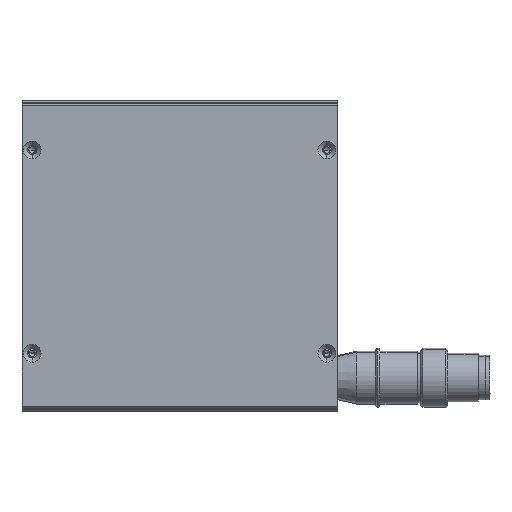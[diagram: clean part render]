
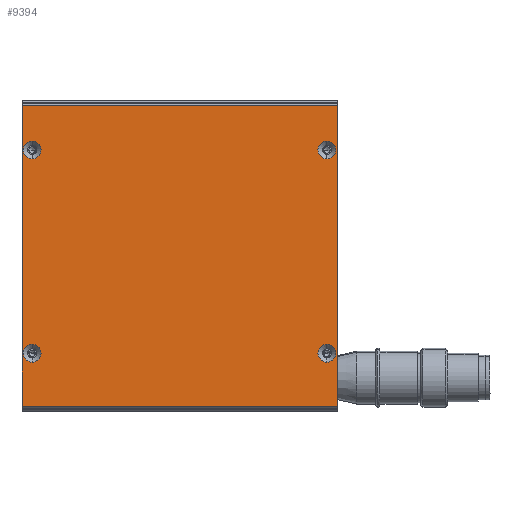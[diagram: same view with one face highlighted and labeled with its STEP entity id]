
A CAD part, top view. The second image highlights one B-rep face of the part: STEP entity #9394.
In plain terms, the highlighted face is planar.
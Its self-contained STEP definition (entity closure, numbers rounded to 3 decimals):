
#207 = CARTESIAN_POINT ( 'NONE',  ( 2.5, 2., -63.7 ) ) ;
#509 = AXIS2_PLACEMENT_3D ( 'NONE', #17077, #6088, #18928 ) ;
#569 = CARTESIAN_POINT ( 'NONE',  ( 75., 2., -61.5 ) ) ;
#639 = AXIS2_PLACEMENT_3D ( 'NONE', #13178, #2244, #15065 ) ;
#662 = ORIENTED_EDGE ( 'NONE', *, *, #22753, .F. ) ;
#1223 = FACE_BOUND ( 'NONE', #12337, .T. ) ;
#1256 = CARTESIAN_POINT ( 'NONE',  ( 0., 2., -0.5 ) ) ;
#1336 = EDGE_LOOP ( 'NONE', ( #12682, #7353, #22486, #1699 ) ) ;
#1563 = DIRECTION ( 'NONE',  ( 0., 0., -1. ) ) ;
#1682 = AXIS2_PLACEMENT_3D ( 'NONE', #5495, #18338, #7333 ) ;
#1699 = ORIENTED_EDGE ( 'NONE', *, *, #2782, .T. ) ;
#1916 = EDGE_LOOP ( 'NONE', ( #2165, #11734 ) ) ;
#2062 = EDGE_CURVE ( 'NONE', #21892, #21146, #6916, .T. ) ;
#2134 = EDGE_CURVE ( 'NONE', #13589, #19293, #13808, .T. ) ;
#2165 = ORIENTED_EDGE ( 'NONE', *, *, #5855, .F. ) ;
#2244 = DIRECTION ( 'NONE',  ( 0., 1., 0. ) ) ;
#2380 = DIRECTION ( 'NONE',  ( 0., 0., 1. ) ) ;
#2767 = AXIS2_PLACEMENT_3D ( 'NONE', #15421, #4438, #17257 ) ;
#2782 = EDGE_CURVE ( 'NONE', #20329, #21224, #13192, .T. ) ;
#2859 = VECTOR ( 'NONE', #10050, 1000. ) ;
#3135 = DIRECTION ( 'NONE',  ( 0., 1., 0. ) ) ;
#3324 = CIRCLE ( 'NONE', #12745, 2.2 ) ;
#3326 = AXIS2_PLACEMENT_3D ( 'NONE', #8009, #20874, #9843 ) ;
#3352 = VERTEX_POINT ( 'NONE', #21096 ) ;
#3775 = CIRCLE ( 'NONE', #2767, 2.2 ) ;
#3860 = AXIS2_PLACEMENT_3D ( 'NONE', #16124, #12464, #1563 ) ;
#3976 = EDGE_CURVE ( 'NONE', #21754, #23420, #18315, .T. ) ;
#4073 = VECTOR ( 'NONE', #18238, 1000. ) ;
#4366 = DIRECTION ( 'NONE',  ( 0., 1., 0. ) ) ;
#4438 = DIRECTION ( 'NONE',  ( 0., 1., 0. ) ) ;
#4889 = VERTEX_POINT ( 'NONE', #21306 ) ;
#5493 = FACE_OUTER_BOUND ( 'NONE', #1336, .T. ) ;
#5495 = CARTESIAN_POINT ( 'NONE',  ( 2.5, 2., -61.5 ) ) ;
#5855 = EDGE_CURVE ( 'NONE', #21146, #21892, #22347, .T. ) ;
#6088 = DIRECTION ( 'NONE',  ( 0., 1., 0. ) ) ;
#6172 = CARTESIAN_POINT ( 'NONE',  ( 2.5, 2., -13.7 ) ) ;
#6916 = CIRCLE ( 'NONE', #22509, 2.2 ) ;
#7169 = EDGE_CURVE ( 'NONE', #4889, #20329, #20885, .T. ) ;
#7260 = AXIS2_PLACEMENT_3D ( 'NONE', #15361, #4366, #17184 ) ;
#7333 = DIRECTION ( 'NONE',  ( 0., 0., 1. ) ) ;
#7353 = ORIENTED_EDGE ( 'NONE', *, *, #23500, .T. ) ;
#7674 = EDGE_CURVE ( 'NONE', #12333, #22675, #3324, .T. ) ;
#8009 = CARTESIAN_POINT ( 'NONE',  ( 2.5, 2., -11.5 ) ) ;
#8216 = CARTESIAN_POINT ( 'NONE',  ( 0., 2., -74.5 ) ) ;
#8258 = EDGE_CURVE ( 'NONE', #19293, #13589, #10994, .T. ) ;
#8276 = CARTESIAN_POINT ( 'NONE',  ( 2.5, 2., -9.3 ) ) ;
#8706 = CARTESIAN_POINT ( 'NONE',  ( 77.5, 2., -0.5 ) ) ;
#8733 = CARTESIAN_POINT ( 'NONE',  ( 75., 2., -9.3 ) ) ;
#9394 = ADVANCED_FACE ( 'NONE', ( #20164, #1223, #15265, #10323, #5493 ), #23519, .F. ) ;
#9843 = DIRECTION ( 'NONE',  ( 0., 0., 1. ) ) ;
#10050 = DIRECTION ( 'NONE',  ( -1., 0., 0. ) ) ;
#10082 = EDGE_LOOP ( 'NONE', ( #18482, #22407 ) ) ;
#10323 = FACE_BOUND ( 'NONE', #10082, .T. ) ;
#10488 = CARTESIAN_POINT ( 'NONE',  ( 75., 2., -63.7 ) ) ;
#10994 = CIRCLE ( 'NONE', #1682, 2.2 ) ;
#11065 = VECTOR ( 'NONE', #12486, 1000. ) ;
#11734 = ORIENTED_EDGE ( 'NONE', *, *, #2062, .F. ) ;
#12013 = ORIENTED_EDGE ( 'NONE', *, *, #8258, .F. ) ;
#12333 = VERTEX_POINT ( 'NONE', #8733 ) ;
#12337 = EDGE_LOOP ( 'NONE', ( #21067, #662 ) ) ;
#12464 = DIRECTION ( 'NONE',  ( 0., -1., 0. ) ) ;
#12486 = DIRECTION ( 'NONE',  ( 0., 0., 1. ) ) ;
#12586 = VECTOR ( 'NONE', #21356, 1000. ) ;
#12682 = ORIENTED_EDGE ( 'NONE', *, *, #22427, .T. ) ;
#12745 = AXIS2_PLACEMENT_3D ( 'NONE', #14115, #3135, #15966 ) ;
#13178 = CARTESIAN_POINT ( 'NONE',  ( 75., 2., -11.5 ) ) ;
#13192 = LINE ( 'NONE', #1256, #12586 ) ;
#13329 = DIRECTION ( 'NONE',  ( 0., 1., 0. ) ) ;
#13589 = VERTEX_POINT ( 'NONE', #23391 ) ;
#13808 = CIRCLE ( 'NONE', #7260, 2.2 ) ;
#14115 = CARTESIAN_POINT ( 'NONE',  ( 75., 2., -11.5 ) ) ;
#14223 = EDGE_LOOP ( 'NONE', ( #22030, #12013 ) ) ;
#15065 = DIRECTION ( 'NONE',  ( 0., 0., 1. ) ) ;
#15176 = CARTESIAN_POINT ( 'NONE',  ( 75., 2., -13.7 ) ) ;
#15265 = FACE_BOUND ( 'NONE', #1916, .T. ) ;
#15361 = CARTESIAN_POINT ( 'NONE',  ( 2.5, 2., -61.5 ) ) ;
#15421 = CARTESIAN_POINT ( 'NONE',  ( 2.5, 2., -11.5 ) ) ;
#15966 = DIRECTION ( 'NONE',  ( 0., 0., 1. ) ) ;
#16124 = CARTESIAN_POINT ( 'NONE',  ( 0., 2., 0. ) ) ;
#16370 = CARTESIAN_POINT ( 'NONE',  ( 77.5, 2., 0. ) ) ;
#17077 = CARTESIAN_POINT ( 'NONE',  ( 75., 2., -61.5 ) ) ;
#17184 = DIRECTION ( 'NONE',  ( 0., 0., 1. ) ) ;
#17257 = DIRECTION ( 'NONE',  ( 0., 0., 1. ) ) ;
#17484 = LINE ( 'NONE', #8216, #2859 ) ;
#18238 = DIRECTION ( 'NONE',  ( 0., 0., -1. ) ) ;
#18315 = CIRCLE ( 'NONE', #3326, 2.2 ) ;
#18338 = DIRECTION ( 'NONE',  ( 0., 1., 0. ) ) ;
#18482 = ORIENTED_EDGE ( 'NONE', *, *, #7674, .F. ) ;
#18710 = LINE ( 'NONE', #16370, #4073 ) ;
#18784 = CIRCLE ( 'NONE', #639, 2.2 ) ;
#18928 = DIRECTION ( 'NONE',  ( 0., 0., 1. ) ) ;
#19293 = VERTEX_POINT ( 'NONE', #207 ) ;
#20164 = FACE_BOUND ( 'NONE', #14223, .T. ) ;
#20329 = VERTEX_POINT ( 'NONE', #22589 ) ;
#20874 = DIRECTION ( 'NONE',  ( 0., 1., 0. ) ) ;
#20885 = LINE ( 'NONE', #23453, #11065 ) ;
#21067 = ORIENTED_EDGE ( 'NONE', *, *, #3976, .F. ) ;
#21096 = CARTESIAN_POINT ( 'NONE',  ( 77.5, 2., -74.5 ) ) ;
#21146 = VERTEX_POINT ( 'NONE', #23099 ) ;
#21224 = VERTEX_POINT ( 'NONE', #8706 ) ;
#21306 = CARTESIAN_POINT ( 'NONE',  ( 0., 2., -74.5 ) ) ;
#21356 = DIRECTION ( 'NONE',  ( 1., 0., 0. ) ) ;
#21515 = EDGE_CURVE ( 'NONE', #22675, #12333, #18784, .T. ) ;
#21754 = VERTEX_POINT ( 'NONE', #8276 ) ;
#21892 = VERTEX_POINT ( 'NONE', #10488 ) ;
#22030 = ORIENTED_EDGE ( 'NONE', *, *, #2134, .F. ) ;
#22347 = CIRCLE ( 'NONE', #509, 2.2 ) ;
#22407 = ORIENTED_EDGE ( 'NONE', *, *, #21515, .F. ) ;
#22427 = EDGE_CURVE ( 'NONE', #21224, #3352, #18710, .T. ) ;
#22486 = ORIENTED_EDGE ( 'NONE', *, *, #7169, .T. ) ;
#22509 = AXIS2_PLACEMENT_3D ( 'NONE', #569, #13329, #2380 ) ;
#22589 = CARTESIAN_POINT ( 'NONE',  ( 0., 2., -0.5 ) ) ;
#22675 = VERTEX_POINT ( 'NONE', #15176 ) ;
#22753 = EDGE_CURVE ( 'NONE', #23420, #21754, #3775, .T. ) ;
#23099 = CARTESIAN_POINT ( 'NONE',  ( 75., 2., -59.3 ) ) ;
#23391 = CARTESIAN_POINT ( 'NONE',  ( 2.5, 2., -59.3 ) ) ;
#23420 = VERTEX_POINT ( 'NONE', #6172 ) ;
#23453 = CARTESIAN_POINT ( 'NONE',  ( 0., 2., 0. ) ) ;
#23500 = EDGE_CURVE ( 'NONE', #3352, #4889, #17484, .T. ) ;
#23519 = PLANE ( 'NONE',  #3860 ) ;
